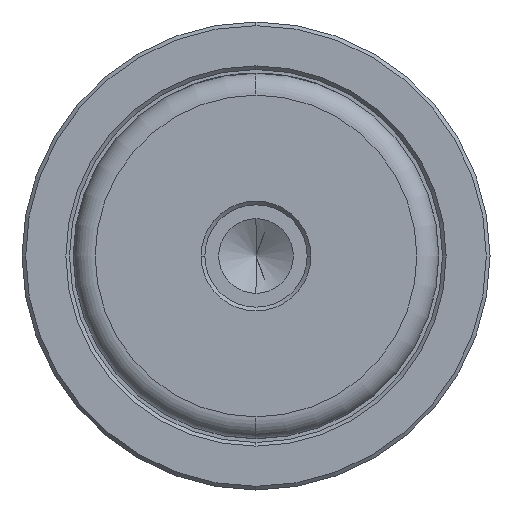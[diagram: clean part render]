
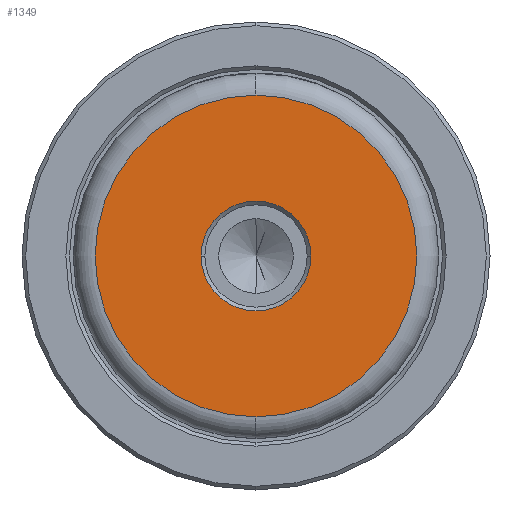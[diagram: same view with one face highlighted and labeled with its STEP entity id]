
A CAD part, left-side view. The second image highlights one B-rep face of the part: STEP entity #1349.
In plain terms, the highlighted planar face has unit normal (-1, 0, 0).
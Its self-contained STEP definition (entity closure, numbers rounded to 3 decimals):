
#12 = DIRECTION ( 'NONE',  ( 0., 0., 1. ) ) ;
#51 = DIRECTION ( 'NONE',  ( 0., 0., 1. ) ) ;
#152 = PLANE ( 'NONE',  #377 ) ;
#278 = CIRCLE ( 'NONE', #1259, 7.5 ) ;
#377 = AXIS2_PLACEMENT_3D ( 'NONE', #1795, #2202, #972 ) ;
#382 = AXIS2_PLACEMENT_3D ( 'NONE', #2446, #1232, #51 ) ;
#397 = VERTEX_POINT ( 'NONE', #2008 ) ;
#413 = AXIS2_PLACEMENT_3D ( 'NONE', #531, #1963, #742 ) ;
#426 = VERTEX_POINT ( 'NONE', #577 ) ;
#531 = CARTESIAN_POINT ( 'NONE',  ( 0., 0., 0. ) ) ;
#535 = EDGE_CURVE ( 'NONE', #2158, #1875, #1561, .T. ) ;
#577 = CARTESIAN_POINT ( 'NONE',  ( 0., 0., -21.997 ) ) ;
#711 = CIRCLE ( 'NONE', #413, 21.997 ) ;
#728 = ORIENTED_EDGE ( 'NONE', *, *, #535, .T. ) ;
#742 = DIRECTION ( 'NONE',  ( 0., 0., 1. ) ) ;
#843 = DIRECTION ( 'NONE',  ( 1., 0., 0. ) ) ;
#881 = FACE_BOUND ( 'NONE', #2189, .T. ) ;
#972 = DIRECTION ( 'NONE',  ( 0., 0., 1. ) ) ;
#1170 = EDGE_LOOP ( 'NONE', ( #1972, #2128 ) ) ;
#1182 = EDGE_CURVE ( 'NONE', #1875, #2158, #278, .T. ) ;
#1195 = CARTESIAN_POINT ( 'NONE',  ( 0., 7.5, 0. ) ) ;
#1232 = DIRECTION ( 'NONE',  ( -1., 0., 0. ) ) ;
#1233 = DIRECTION ( 'NONE',  ( 1., 0., 0. ) ) ;
#1259 = AXIS2_PLACEMENT_3D ( 'NONE', #2072, #843, #2286 ) ;
#1349 = ADVANCED_FACE ( 'NONE', ( #881, #2255 ), #152, .T. ) ;
#1561 = CIRCLE ( 'NONE', #2398, 7.5 ) ;
#1795 = CARTESIAN_POINT ( 'NONE',  ( 0., 0., 0. ) ) ;
#1838 = EDGE_CURVE ( 'NONE', #397, #426, #2499, .T. ) ;
#1875 = VERTEX_POINT ( 'NONE', #2500 ) ;
#1963 = DIRECTION ( 'NONE',  ( -1., 0., 0. ) ) ;
#1972 = ORIENTED_EDGE ( 'NONE', *, *, #1838, .T. ) ;
#2008 = CARTESIAN_POINT ( 'NONE',  ( 0., 0., 21.997 ) ) ;
#2072 = CARTESIAN_POINT ( 'NONE',  ( 0., 0., 0. ) ) ;
#2128 = ORIENTED_EDGE ( 'NONE', *, *, #2416, .T. ) ;
#2158 = VERTEX_POINT ( 'NONE', #1195 ) ;
#2189 = EDGE_LOOP ( 'NONE', ( #2244, #728 ) ) ;
#2202 = DIRECTION ( 'NONE',  ( -1., 0., 0. ) ) ;
#2244 = ORIENTED_EDGE ( 'NONE', *, *, #1182, .T. ) ;
#2255 = FACE_OUTER_BOUND ( 'NONE', #1170, .T. ) ;
#2286 = DIRECTION ( 'NONE',  ( 0., 0., 1. ) ) ;
#2398 = AXIS2_PLACEMENT_3D ( 'NONE', #2447, #1233, #12 ) ;
#2416 = EDGE_CURVE ( 'NONE', #426, #397, #711, .T. ) ;
#2446 = CARTESIAN_POINT ( 'NONE',  ( 0., 0., 0. ) ) ;
#2447 = CARTESIAN_POINT ( 'NONE',  ( 0., 0., 0. ) ) ;
#2499 = CIRCLE ( 'NONE', #382, 21.997 ) ;
#2500 = CARTESIAN_POINT ( 'NONE',  ( 0., -7.5, 0. ) ) ;
